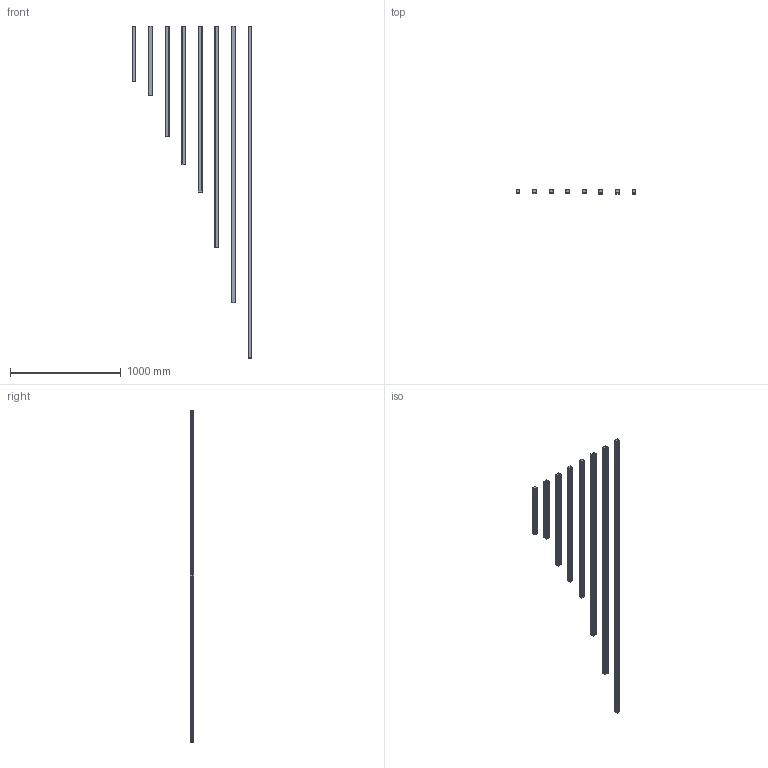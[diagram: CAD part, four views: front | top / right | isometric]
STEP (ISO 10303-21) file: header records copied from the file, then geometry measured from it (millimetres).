
FILE_DESCRIPTION (( 'STEP AP214' ), '1' );
FILE_NAME ('S35 v2 FULL MOD.STEP', '2020-08-05T10:42:43', ( '' ), ( '' ), 'SwSTEP 2.0', 'SolidWorks 2018', '' );
FILE_SCHEMA (( 'AUTOMOTIVE_DESIGN' ));
Length unit declared in the file: millimetre
Products named in the file (28): hexa csunk flathd screw_iso_ISO 14581 M2x4x4-N; COVER-35_1500; S35 v2 ASSEMBLY_1500; COVER-35_1000; COVER-35_625; Line_1000; Line_625; S35 v2 ASSEMBLY_500; Line_3000; Çåðêàëüíî îòðàçèòüS35 V2 COVER; Line_1500; Line_2500; S35 V2 COVER; COVER-35_3000; S35 v2 FULL MOD; S35 v2 ASSEMBLY_1000; S35 v2 ASSEMBLY_2500; S35 v2 ASSEMBLY_3000; S35 v2 ASSEMBLY_2000; S35 v2 ASSEMBLY_1250; COVER-35_2500; COVER-35_1250; Line_2000; COVER-35_500; S35 v2 ASSEMBLY_625; COVER-35_2000; Line_500; Line_1250
Assembly tree (68 placements, depth 3):
  S35 v2 FULL MOD
    S35 v2 ASSEMBLY_500
      COVER-35_500
      Line_500
      S35 V2 COVER
      Çåðêàëüíî îòðàçèòüS35 V2 COVER
    S35 v2 ASSEMBLY_625
      COVER-35_625
      Line_625
      hexa csunk flathd screw_iso_ISO 14581 M2x4x4-N  x4
      S35 V2 COVER
      Çåðêàëüíî îòðàçèòüS35 V2 COVER
    S35 v2 ASSEMBLY_1000
      COVER-35_1000
      Line_1000
      hexa csunk flathd screw_iso_ISO 14581 M2x4x4-N  x4
      S35 V2 COVER
      Çåðêàëüíî îòðàçèòüS35 V2 COVER
    S35 v2 ASSEMBLY_1250
      COVER-35_1250
      Line_1250
      hexa csunk flathd screw_iso_ISO 14581 M2x4x4-N  x4
      S35 V2 COVER
      Çåðêàëüíî îòðàçèòüS35 V2 COVER
    S35 v2 ASSEMBLY_1500
      COVER-35_1500
      Line_1500
      hexa csunk flathd screw_iso_ISO 14581 M2x4x4-N  x4
      S35 V2 COVER
      Çåðêàëüíî îòðàçèòüS35 V2 COVER
    S35 v2 ASSEMBLY_2000
      COVER-35_2000
      Line_2000
      hexa csunk flathd screw_iso_ISO 14581 M2x4x4-N  x4
      S35 V2 COVER
      Çåðêàëüíî îòðàçèòüS35 V2 COVER
    S35 v2 ASSEMBLY_2500
      COVER-35_2500
      Line_2500
      hexa csunk flathd screw_iso_ISO 14581 M2x4x4-N  x4
      S35 V2 COVER
      Çåðêàëüíî îòðàçèòüS35 V2 COVER
    S35 v2 ASSEMBLY_3000
      COVER-35_3000
      Line_3000
      hexa csunk flathd screw_iso_ISO 14581 M2x4x4-N  x4
      S35 V2 COVER
      Çåðêàëüíî îòðàçèòüS35 V2 COVER
Bounding box: 1084.99 x 34.5 x 3003 mm (x, y, z)
Volume: 2609464.1 mm3; surface area: 3973029.9 mm2
Topology: 60 solids, 60 shells, 1900 faces, 5224 edges, 3444 vertices
Faces by surface type: cylinder 968, plane 816, cone 116
Full cylindrical faces by diameter (mm): 2 x28, 2.2 x32, 3.8 x28
Entity records: 41552 total; most frequent: CARTESIAN_POINT 6782, DIRECTION 6660, ORIENTED_EDGE 6538, EDGE_CURVE 3269, VECTOR 2278, LINE 2278, AXIS2_PLACEMENT_3D 2191, VERTEX_POINT 2185
